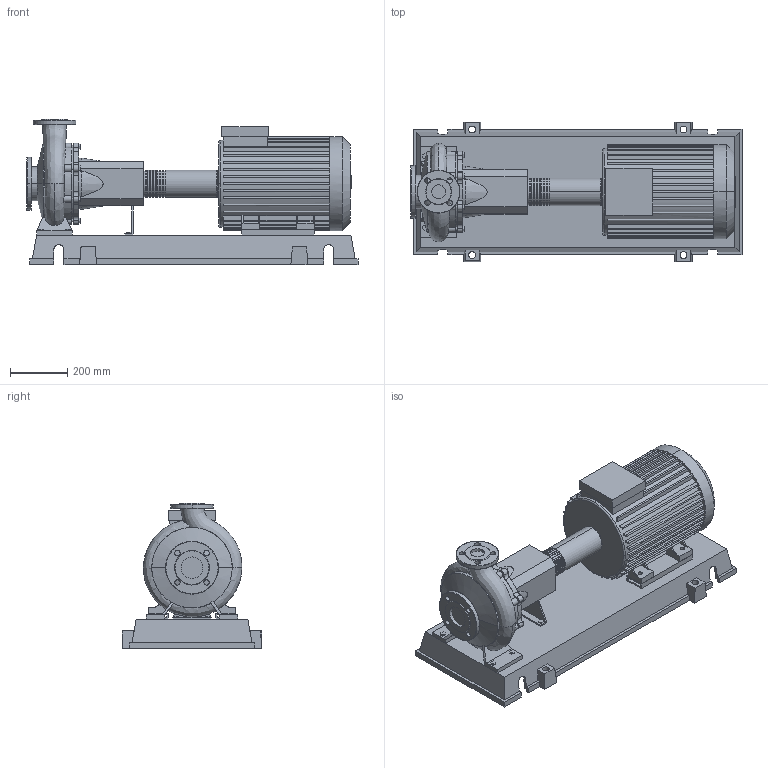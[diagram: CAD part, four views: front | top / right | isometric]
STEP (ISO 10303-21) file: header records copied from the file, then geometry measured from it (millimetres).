
FILE_DESCRIPTION((''),'2;1');
FILE_NAME('3d_NL40_250-18.5-2-12-4109013.stp','2015-03-03T07:08:00',(''),(''),'Mechanical Desktop 2009','Mechanical Desktop 2009',', , ');
FILE_SCHEMA(('CONFIG_CONTROL_DESIGN'));
Length unit declared in the file: millimetre
Products named in the file (1): Product
Bounding box: 1162.5 x 490 x 508 mm (x, y, z)
Volume: 63794202.8 mm3; surface area: 3626177.6 mm2
Topology: 13 solids, 13 shells, 863 faces, 2274 edges, 1495 vertices
Faces by surface type: plane 440, bspline 210, cylinder 197, cone 10, torus 6
Entity records: 31312 total; most frequent: CARTESIAN_POINT 10034, ORIENTED_EDGE 4550, DIRECTION 4171, EDGE_CURVE 2275, VERTEX_POINT 1494, VECTOR 1447, LINE 1447, AXIS2_PLACEMENT_3D 1362
